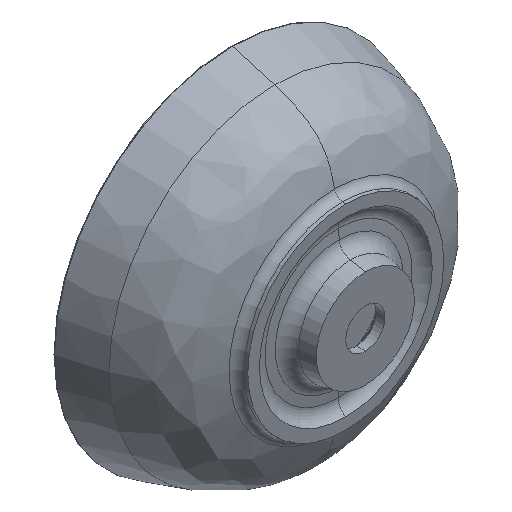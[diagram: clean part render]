
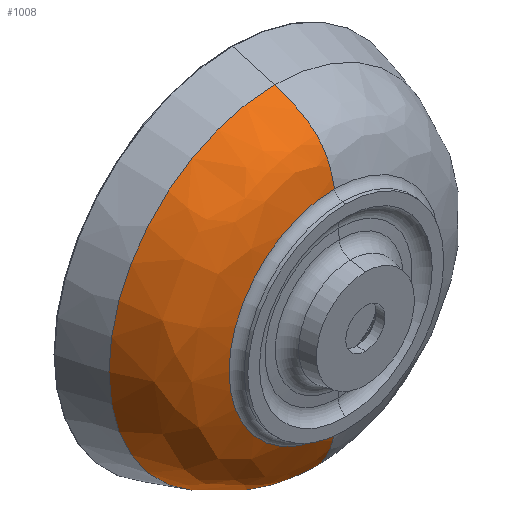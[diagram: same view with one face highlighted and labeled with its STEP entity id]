
A CAD part, isometric view. The second image highlights one B-rep face of the part: STEP entity #1008.
In plain terms, the highlighted free-form (B-spline) face has degree [3, 3] with [4, 4] control points.
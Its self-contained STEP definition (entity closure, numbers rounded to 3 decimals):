
#10 = CARTESIAN_POINT ( 'NONE',  ( 0., 1.161, 156.085 ) ) ;
#30 = DIRECTION ( 'NONE',  ( 0., 1., 0. ) ) ;
#38 = DIRECTION ( 'NONE',  ( 0., 0., -1. ) ) ;
#54 = CARTESIAN_POINT ( 'NONE',  ( 0., -6.323, 118.344 ) ) ;
#98 = CIRCLE ( 'NONE', #797, 186.149 ) ;
#138 = ORIENTED_EDGE ( 'NONE', *, *, #154, .F. ) ;
#154 = EDGE_CURVE ( 'NONE', #1239, #757, #1227, .T. ) ;
#157 = CARTESIAN_POINT ( 'NONE',  ( 0., 60.574, -186.149 ) ) ;
#253 = CARTESIAN_POINT ( 'NONE',  ( 0., -6.323, -118.344 ) ) ;
#271 = EDGE_LOOP ( 'NONE', ( #1606, #511, #377, #138 ) ) ;
#287 = VERTEX_POINT ( 'NONE', #1309 ) ;
#293 = CARTESIAN_POINT ( 'NONE',  ( -372.297, 60.574, 186.149 ) ) ;
#337 = CARTESIAN_POINT ( 'NONE',  ( 0., -6.323, 118.344 ) ) ;
#377 = ORIENTED_EDGE ( 'NONE', *, *, #604, .T. ) ;
#381 = CARTESIAN_POINT ( 'NONE',  ( 0., 1.161, -156.085 ) ) ;
#394 = CARTESIAN_POINT ( 'NONE',  ( -312.171, 1.161, -156.085 ) ) ;
#409 = CARTESIAN_POINT ( 'NONE',  ( 0., 60.574, 186.149 ) ) ;
#507 = FACE_OUTER_BOUND ( 'NONE', #271, .T. ) ;
#511 = ORIENTED_EDGE ( 'NONE', *, *, #1440, .T. ) ;
#531 = CARTESIAN_POINT ( 'NONE',  ( 0., -6.323, -118.344 ) ) ;
#604 = EDGE_CURVE ( 'NONE', #1461, #757, #1007, .T. ) ;
#627 = EDGE_CURVE ( 'NONE', #287, #1239, #98, .T. ) ;
#644 = CARTESIAN_POINT ( 'NONE',  ( -372.297, 60.574, -186.149 ) ) ;
#674 = CARTESIAN_POINT ( 'NONE',  ( 0., -6.323, 0. ) ) ;
#678 =( BOUNDED_SURFACE ( )  B_SPLINE_SURFACE ( 3, 3, ( 
 ( #409, #293, #644, #926 ),
 ( #1428, #1544, #1156, #902 ),
 ( #10, #1022, #394, #381 ),
 ( #1537, #1286, #1407, #531 ) ),
 .UNSPECIFIED., .F., .F., .F. ) 
 B_SPLINE_SURFACE_WITH_KNOTS ( ( 4, 4 ),
 ( 4, 4 ),
 ( 0.173, 0.736 ),
 ( 0., 1. ),
 .UNSPECIFIED. ) 
 GEOMETRIC_REPRESENTATION_ITEM ( )  RATIONAL_B_SPLINE_SURFACE ( (
 ( 1., 0.333, 0.333, 1.),
 ( 1., 0.333, 0.333, 1.),
 ( 1., 0.333, 0.333, 1.),
 ( 1., 0.333, 0.333, 1.) ) ) 
 REPRESENTATION_ITEM ( '' )  SURFACE ( )  );
#735 = CARTESIAN_POINT ( 'NONE',  ( 0., 60.574, 186.149 ) ) ;
#757 = VERTEX_POINT ( 'NONE', #54 ) ;
#783 = CARTESIAN_POINT ( 'NONE',  ( 0., -6.323, -118.344 ) ) ;
#797 = AXIS2_PLACEMENT_3D ( 'NONE', #1168, #904, #38 ) ;
#895 = CARTESIAN_POINT ( 'NONE',  ( 0., 17.359, -171.388 ) ) ;
#902 = CARTESIAN_POINT ( 'NONE',  ( 0., 17.359, -171.388 ) ) ;
#904 = DIRECTION ( 'NONE',  ( 0., 1., 0. ) ) ;
#910 = B_SPLINE_CURVE_WITH_KNOTS ( 'NONE', 3,
 ( #157, #895, #1398, #253 ),
 .UNSPECIFIED., .F., .F.,
 ( 4, 4 ),
 ( 0.173, 0.736 ),
 .UNSPECIFIED. ) ;
#926 = CARTESIAN_POINT ( 'NONE',  ( 0., 60.574, -186.149 ) ) ;
#1007 = CIRCLE ( 'NONE', #1118, 118.344 ) ;
#1008 = ADVANCED_FACE ( 'NONE', ( #507 ), #678, .F. ) ;
#1022 = CARTESIAN_POINT ( 'NONE',  ( -312.171, 1.161, 156.085 ) ) ;
#1114 = CARTESIAN_POINT ( 'NONE',  ( 0., 1.161, 156.085 ) ) ;
#1118 = AXIS2_PLACEMENT_3D ( 'NONE', #674, #30, #1289 ) ;
#1156 = CARTESIAN_POINT ( 'NONE',  ( -342.777, 17.359, -171.388 ) ) ;
#1168 = CARTESIAN_POINT ( 'NONE',  ( 0., 60.574, 0. ) ) ;
#1227 = B_SPLINE_CURVE_WITH_KNOTS ( 'NONE', 3,
 ( #735, #1242, #1114, #337 ),
 .UNSPECIFIED., .F., .F.,
 ( 4, 4 ),
 ( 0.173, 0.736 ),
 .UNSPECIFIED. ) ;
#1239 = VERTEX_POINT ( 'NONE', #1632 ) ;
#1242 = CARTESIAN_POINT ( 'NONE',  ( 0., 17.359, 171.388 ) ) ;
#1286 = CARTESIAN_POINT ( 'NONE',  ( -236.688, -6.323, 118.344 ) ) ;
#1289 = DIRECTION ( 'NONE',  ( 0., 0., -1. ) ) ;
#1309 = CARTESIAN_POINT ( 'NONE',  ( 0., 60.574, -186.149 ) ) ;
#1398 = CARTESIAN_POINT ( 'NONE',  ( 0., 1.161, -156.085 ) ) ;
#1407 = CARTESIAN_POINT ( 'NONE',  ( -236.688, -6.323, -118.344 ) ) ;
#1428 = CARTESIAN_POINT ( 'NONE',  ( 0., 17.359, 171.388 ) ) ;
#1440 = EDGE_CURVE ( 'NONE', #287, #1461, #910, .T. ) ;
#1461 = VERTEX_POINT ( 'NONE', #783 ) ;
#1537 = CARTESIAN_POINT ( 'NONE',  ( 0., -6.323, 118.344 ) ) ;
#1544 = CARTESIAN_POINT ( 'NONE',  ( -342.777, 17.359, 171.388 ) ) ;
#1606 = ORIENTED_EDGE ( 'NONE', *, *, #627, .F. ) ;
#1632 = CARTESIAN_POINT ( 'NONE',  ( 0., 60.574, 186.149 ) ) ;
